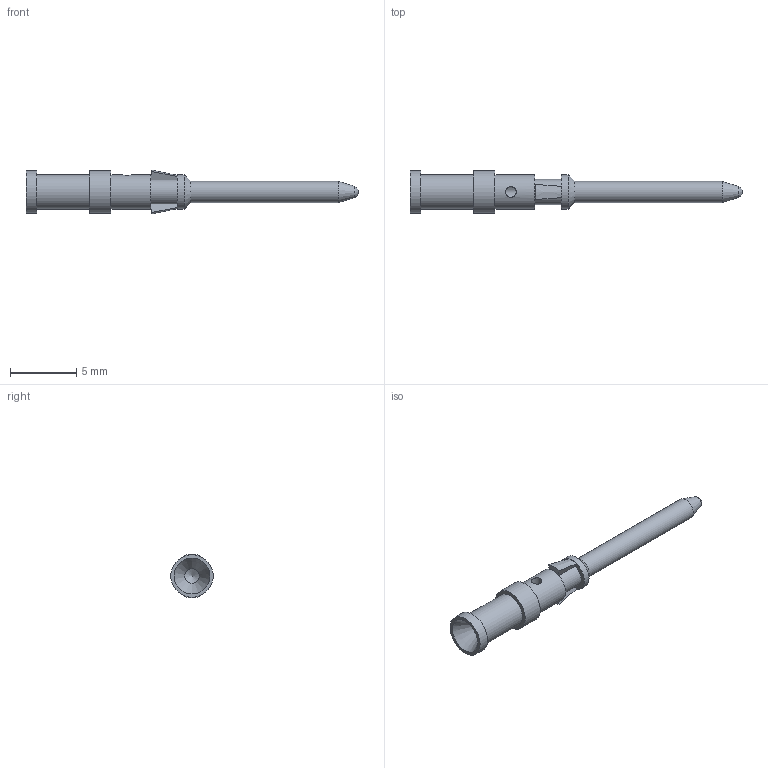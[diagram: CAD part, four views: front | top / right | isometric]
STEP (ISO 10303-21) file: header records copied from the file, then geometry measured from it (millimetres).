
FILE_DESCRIPTION(/* description */ (''),/* implementation_level */ '2;1');
FILE_NAME(/* name */ '16_0892_000_001_00.stp',/* time_stamp */ '2013-01-25T09:23:59+01:00',/* author */ (''),/* organization */ (''),/* preprocessor_version */ 'ST-DEVELOPER v11',/* originating_system */ 'SIEMENS UGS NX 6.0',/* authorisation */ '');
FILE_SCHEMA (('AUTOMOTIVE_DESIGN { 1 0 10303 214 1 1 1 1 }'));
Length unit declared in the file: millimetre
Products named in the file (1): cerlB15768ax
Bounding box: 25 x 3.2 x 3.3 mm (x, y, z)
Volume: 81 mm3; surface area: 219.7 mm2
Topology: 1 solids, 1 shells, 31 faces, 73 edges, 47 vertices
Faces by surface type: plane 11, cylinder 9, cone 8, torus 2, bspline 1
Full cylindrical faces by diameter (mm): 0.8 x1, 1.1 x1, 1.6 x1, 1.9 x1, 2.6 x3, 3.2 x2
Entity records: 986 total; most frequent: CARTESIAN_POINT 283, DIRECTION 150, ORIENTED_EDGE 112, AXIS2_PLACEMENT_3D 65, EDGE_CURVE 56, EDGE_LOOP 54, VERTEX_POINT 45, FACE_BOUND 44
